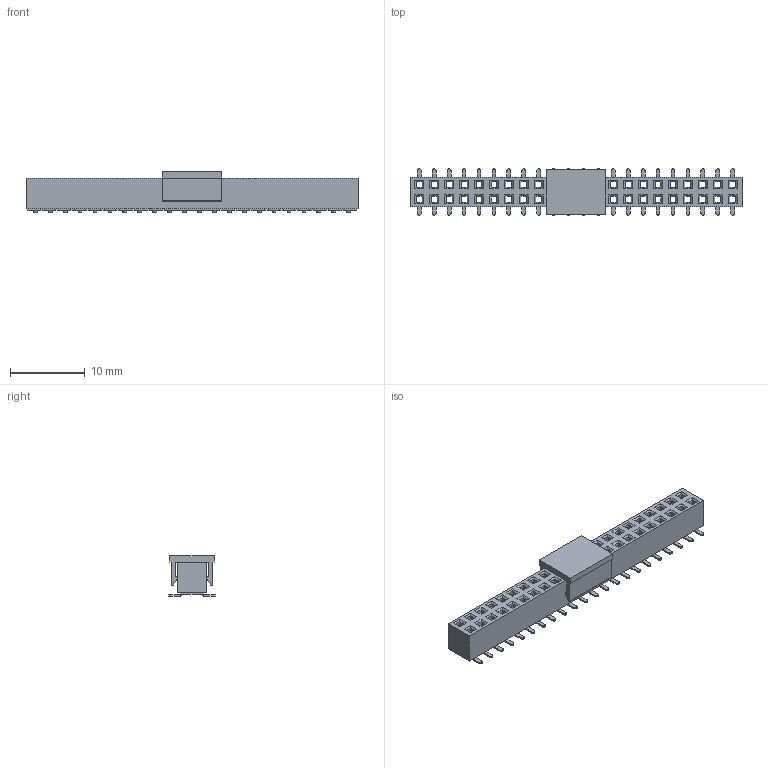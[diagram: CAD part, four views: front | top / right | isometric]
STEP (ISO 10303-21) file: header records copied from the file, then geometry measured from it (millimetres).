
FILE_DESCRIPTION(/* description */ ('Unknown'),/* implementation_level */ '2;1');
FILE_NAME(/* name */ '621344242921',/* time_stamp */ '2017-03-27T16:40:06+02:00',/* author */ ('Unknown'),/* organization */ ('Unknown'),/* preprocessor_version */ 'ST-DEVELOPER v16.7',/* originating_system */ 'DEX',/* authorisation */ $);
FILE_SCHEMA (('AUTOMOTIVE_DESIGN {1 0 10303 214 3 1 1}'));
Length unit declared in the file: millimetre
Products named in the file (4): 6213xx242921; 621044242921_Housing; 6210xx242921; 6213xx242921_Cap
Assembly tree (46 placements, depth 2):
  6213xx242921
    621044242921_Housing
    6210xx242921  x44
    6213xx242921_Cap
Bounding box: 44.5 x 6.2 x 5.45 mm (x, y, z)
Volume: 592.6 mm3; surface area: 3020.9 mm2
Topology: 46 solids, 46 shells, 3735 faces, 10090 edges, 6448 vertices
Faces by surface type: plane 2537, cylinder 1110, bspline 88
Entity records: 22021 total; most frequent: CARTESIAN_POINT 3885, ORIENTED_EDGE 3754, DIRECTION 3476, EDGE_CURVE 1877, LINE 1800, VECTOR 1800, VERTEX_POINT 1159, AXIS2_PLACEMENT_3D 838
